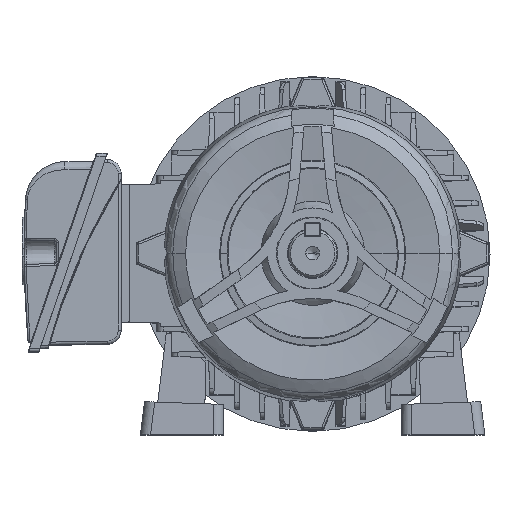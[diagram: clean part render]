
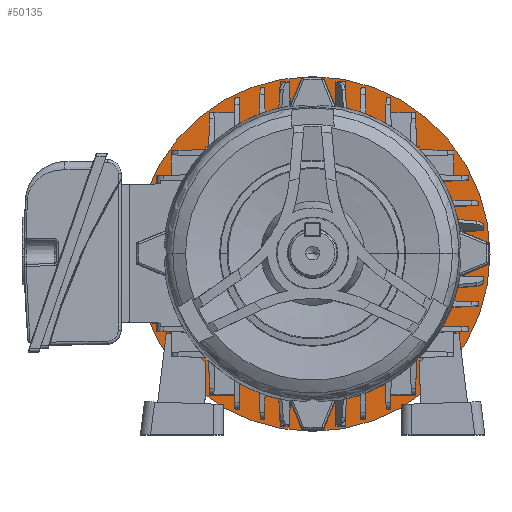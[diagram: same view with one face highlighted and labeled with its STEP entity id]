
A CAD part, top view. The second image highlights one B-rep face of the part: STEP entity #50135.
In plain terms, the highlighted face is planar.
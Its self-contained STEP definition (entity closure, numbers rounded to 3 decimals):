
#861 = CARTESIAN_POINT ( 'NONE',  ( 0., 0., 0. ) ) ;
#1346 = VERTEX_POINT ( 'NONE', #24844 ) ;
#3427 = DIRECTION ( 'NONE',  ( 0., 0., -1. ) ) ;
#4055 = AXIS2_PLACEMENT_3D ( 'NONE', #24698, #3427, #20507 ) ;
#7770 = EDGE_CURVE ( 'NONE', #1346, #41476, #33643, .T. ) ;
#7874 = EDGE_LOOP ( 'NONE', ( #32297, #37393 ) ) ;
#9528 = DIRECTION ( 'NONE',  ( 0., 0., -1. ) ) ;
#13059 = AXIS2_PLACEMENT_3D ( 'NONE', #861, #9528, #44291 ) ;
#13749 = CARTESIAN_POINT ( 'NONE',  ( 0., 0., 0. ) ) ;
#18037 = CARTESIAN_POINT ( 'NONE',  ( -88., 0., 0. ) ) ;
#20507 = DIRECTION ( 'NONE',  ( -1., 0., 0. ) ) ;
#24698 = CARTESIAN_POINT ( 'NONE',  ( 0., 0., 0. ) ) ;
#24844 = CARTESIAN_POINT ( 'NONE',  ( 88., 0., 0. ) ) ;
#28905 = FACE_OUTER_BOUND ( 'NONE', #7874, .T. ) ;
#29024 = CIRCLE ( 'NONE', #33505, 88. ) ;
#32297 = ORIENTED_EDGE ( 'NONE', *, *, #41821, .T. ) ;
#33505 = AXIS2_PLACEMENT_3D ( 'NONE', #13749, #48255, #51909 ) ;
#33643 = CIRCLE ( 'NONE', #13059, 88. ) ;
#37393 = ORIENTED_EDGE ( 'NONE', *, *, #7770, .T. ) ;
#41476 = VERTEX_POINT ( 'NONE', #18037 ) ;
#41821 = EDGE_CURVE ( 'NONE', #41476, #1346, #29024, .T. ) ;
#44291 = DIRECTION ( 'NONE',  ( -1., 0., 0. ) ) ;
#46030 = PLANE ( 'NONE',  #4055 ) ;
#48255 = DIRECTION ( 'NONE',  ( 0., 0., -1. ) ) ;
#50135 = ADVANCED_FACE ( 'NONE', ( #28905 ), #46030, .T. ) ;
#51909 = DIRECTION ( 'NONE',  ( -1., 0., 0. ) ) ;
